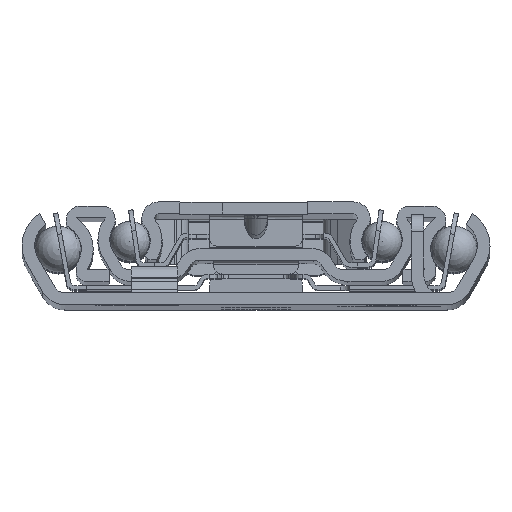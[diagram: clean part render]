
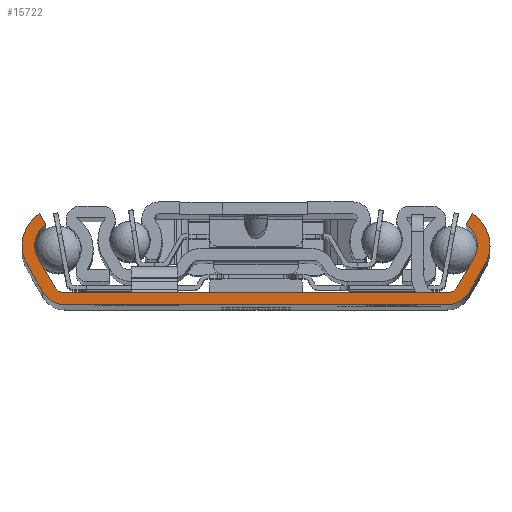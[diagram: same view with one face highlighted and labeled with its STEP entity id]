
A CAD part, top view. The second image highlights one B-rep face of the part: STEP entity #15722.
In plain terms, the highlighted planar face has unit normal (0, 0, 1).
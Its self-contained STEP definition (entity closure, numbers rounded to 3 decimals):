
#364=PLANE('',#22556);
#1635=FACE_OUTER_BOUND('',#2752,.T.);
#2752=EDGE_LOOP('',(#9987,#9988,#9989,#9990,#9991,#9992,#9993,#9994,#9995,
#9996,#9997,#9998,#9999,#10000,#10001,#10002));
#4190=VERTEX_POINT('',#32893);
#4191=VERTEX_POINT('',#32895);
#4193=VERTEX_POINT('',#32901);
#4194=VERTEX_POINT('',#32905);
#4195=VERTEX_POINT('',#32907);
#4197=VERTEX_POINT('',#32913);
#4198=VERTEX_POINT('',#32917);
#4199=VERTEX_POINT('',#32918);
#4202=VERTEX_POINT('',#32929);
#4204=VERTEX_POINT('',#32935);
#4206=VERTEX_POINT('',#32941);
#4208=VERTEX_POINT('',#32947);
#4210=VERTEX_POINT('',#32953);
#4212=VERTEX_POINT('',#32962);
#4214=VERTEX_POINT('',#32968);
#4216=VERTEX_POINT('',#32974);
#6401=EDGE_CURVE('',#4190,#4191,#18162,.T.);
#6405=EDGE_CURVE('',#4193,#4190,#16878,.T.);
#6407=EDGE_CURVE('',#4194,#4195,#18166,.T.);
#6411=EDGE_CURVE('',#4197,#4194,#16880,.T.);
#6412=EDGE_CURVE('',#4198,#4199,#16881,.T.);
#6416=EDGE_CURVE('',#4199,#4193,#18171,.T.);
#6418=EDGE_CURVE('',#4191,#4202,#16883,.T.);
#6421=EDGE_CURVE('',#4202,#4204,#18174,.T.);
#6424=EDGE_CURVE('',#4204,#4206,#16885,.T.);
#6427=EDGE_CURVE('',#4206,#4208,#18178,.T.);
#6430=EDGE_CURVE('',#4208,#4210,#16887,.T.);
#6433=EDGE_CURVE('',#4210,#4197,#18182,.T.);
#6435=EDGE_CURVE('',#4195,#4212,#16889,.T.);
#6438=EDGE_CURVE('',#4212,#4214,#18185,.T.);
#6441=EDGE_CURVE('',#4214,#4216,#16891,.T.);
#6444=EDGE_CURVE('',#4216,#4198,#18189,.T.);
#9987=ORIENTED_EDGE('',*,*,#6412,.F.);
#9988=ORIENTED_EDGE('',*,*,#6444,.F.);
#9989=ORIENTED_EDGE('',*,*,#6441,.F.);
#9990=ORIENTED_EDGE('',*,*,#6438,.F.);
#9991=ORIENTED_EDGE('',*,*,#6435,.F.);
#9992=ORIENTED_EDGE('',*,*,#6407,.F.);
#9993=ORIENTED_EDGE('',*,*,#6411,.F.);
#9994=ORIENTED_EDGE('',*,*,#6433,.F.);
#9995=ORIENTED_EDGE('',*,*,#6430,.F.);
#9996=ORIENTED_EDGE('',*,*,#6427,.F.);
#9997=ORIENTED_EDGE('',*,*,#6424,.F.);
#9998=ORIENTED_EDGE('',*,*,#6421,.F.);
#9999=ORIENTED_EDGE('',*,*,#6418,.F.);
#10000=ORIENTED_EDGE('',*,*,#6401,.F.);
#10001=ORIENTED_EDGE('',*,*,#6405,.F.);
#10002=ORIENTED_EDGE('',*,*,#6416,.F.);
#15722=ADVANCED_FACE('',(#1635),#364,.T.);
#16878=CIRCLE('',#22526,4.5);
#16880=CIRCLE('',#22530,3.);
#16881=CIRCLE('',#22532,3.);
#16883=CIRCLE('',#22536,3.);
#16885=CIRCLE('',#22540,1.);
#16887=CIRCLE('',#22544,1.);
#16889=CIRCLE('',#22548,4.5);
#16891=CIRCLE('',#22552,3.);
#18162=LINE('',#32896,#20315);
#18166=LINE('',#32908,#20319);
#18171=LINE('',#32926,#20324);
#18174=LINE('',#32936,#20327);
#18178=LINE('',#32948,#20331);
#18182=LINE('',#32959,#20335);
#18185=LINE('',#32969,#20338);
#18189=LINE('',#32980,#20342);
#20315=VECTOR('',#25336,1.506);
#20319=VECTOR('',#25348,1.506);
#20324=VECTOR('',#25367,3.753);
#20327=VECTOR('',#25378,4.041);
#20331=VECTOR('',#25390,45.723);
#20335=VECTOR('',#25402,4.041);
#20338=VECTOR('',#25413,3.753);
#20342=VECTOR('',#25425,45.145);
#22526=AXIS2_PLACEMENT_3D('',#32903,#25343,#25344);
#22530=AXIS2_PLACEMENT_3D('',#32915,#25355,#25356);
#22532=AXIS2_PLACEMENT_3D('',#32919,#25359,#25360);
#22536=AXIS2_PLACEMENT_3D('',#32930,#25371,#25372);
#22540=AXIS2_PLACEMENT_3D('',#32942,#25383,#25384);
#22544=AXIS2_PLACEMENT_3D('',#32954,#25395,#25396);
#22548=AXIS2_PLACEMENT_3D('',#32963,#25406,#25407);
#22552=AXIS2_PLACEMENT_3D('',#32975,#25418,#25419);
#22556=AXIS2_PLACEMENT_3D('',#32983,#25429,#25430);
#25336=DIRECTION('',(0.472,-0.882,0.));
#25343=DIRECTION('center_axis',(0.,0.,-1.));
#25344=DIRECTION('ref_axis',(-0.536,0.844,0.));
#25348=DIRECTION('',(0.472,0.882,0.));
#25355=DIRECTION('center_axis',(0.,0.,1.));
#25356=DIRECTION('ref_axis',(-0.866,0.5,0.));
#25359=DIRECTION('center_axis',(0.,0.,-1.));
#25360=DIRECTION('ref_axis',(-0.866,-0.5,0.));
#25367=DIRECTION('',(-0.5,0.866,0.));
#25371=DIRECTION('center_axis',(0.,0.,1.));
#25372=DIRECTION('ref_axis',(0.567,-0.824,0.));
#25378=DIRECTION('',(0.5,-0.866,0.));
#25383=DIRECTION('center_axis',(0.,0.,1.));
#25384=DIRECTION('ref_axis',(0.866,0.5,0.));
#25390=DIRECTION('',(1.,0.,0.));
#25395=DIRECTION('center_axis',(0.,0.,1.));
#25396=DIRECTION('ref_axis',(0.,1.,0.));
#25402=DIRECTION('',(0.5,0.866,0.));
#25406=DIRECTION('center_axis',(0.,0.,-1.));
#25407=DIRECTION('ref_axis',(0.866,-0.5,0.));
#25413=DIRECTION('',(-0.5,-0.866,0.));
#25418=DIRECTION('center_axis',(0.,0.,-1.));
#25419=DIRECTION('ref_axis',(0.,-1.,0.));
#25425=DIRECTION('',(-1.,0.,0.));
#25429=DIRECTION('center_axis',(0.,0.,1.));
#25430=DIRECTION('ref_axis',(1.,0.,0.));
#32893=CARTESIAN_POINT('',(-25.56,10.8,350.));
#32895=CARTESIAN_POINT('',(-24.85,9.472,350.));
#32896=CARTESIAN_POINT('',(-24.85,9.472,350.));
#32901=CARTESIAN_POINT('',(-27.047,4.75,350.));
#32903=CARTESIAN_POINT('Origin',(-23.15,7.,350.));
#32905=CARTESIAN_POINT('',(24.85,9.472,350.));
#32907=CARTESIAN_POINT('',(25.56,10.8,350.));
#32908=CARTESIAN_POINT('',(25.56,10.8,350.));
#32913=CARTESIAN_POINT('',(25.748,5.5,350.));
#32915=CARTESIAN_POINT('Origin',(23.15,7.,350.));
#32917=CARTESIAN_POINT('',(-22.573,0.,350.));
#32918=CARTESIAN_POINT('',(-25.171,1.5,350.));
#32919=CARTESIAN_POINT('Origin',(-22.573,3.,350.));
#32926=CARTESIAN_POINT('',(-27.047,4.75,350.));
#32929=CARTESIAN_POINT('',(-25.748,5.5,350.));
#32930=CARTESIAN_POINT('Origin',(-23.15,7.,350.));
#32935=CARTESIAN_POINT('',(-23.727,2.,350.));
#32936=CARTESIAN_POINT('',(-23.727,2.,350.));
#32941=CARTESIAN_POINT('',(-22.861,1.5,350.));
#32942=CARTESIAN_POINT('Origin',(-22.861,2.5,350.));
#32947=CARTESIAN_POINT('',(22.861,1.5,350.));
#32948=CARTESIAN_POINT('',(22.861,1.5,350.));
#32953=CARTESIAN_POINT('',(23.727,2.,350.));
#32954=CARTESIAN_POINT('Origin',(22.861,2.5,350.));
#32959=CARTESIAN_POINT('',(25.748,5.5,350.));
#32962=CARTESIAN_POINT('',(27.047,4.75,350.));
#32963=CARTESIAN_POINT('Origin',(23.15,7.,350.));
#32968=CARTESIAN_POINT('',(25.171,1.5,350.));
#32969=CARTESIAN_POINT('',(25.171,1.5,350.));
#32974=CARTESIAN_POINT('',(22.573,0.,350.));
#32975=CARTESIAN_POINT('Origin',(22.573,3.,350.));
#32980=CARTESIAN_POINT('',(-22.573,0.,350.));
#32983=CARTESIAN_POINT('Origin',(0.,2.399,
350.));
